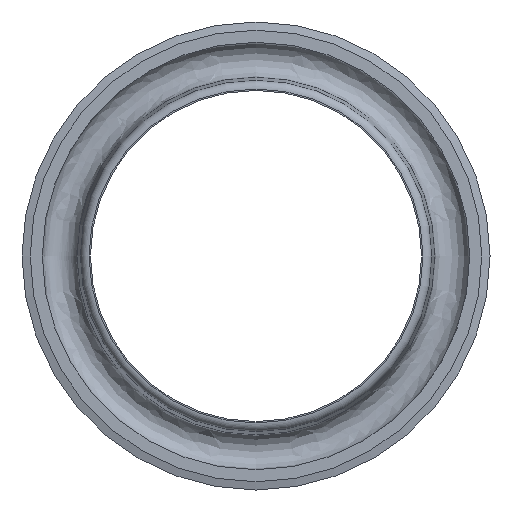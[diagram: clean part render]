
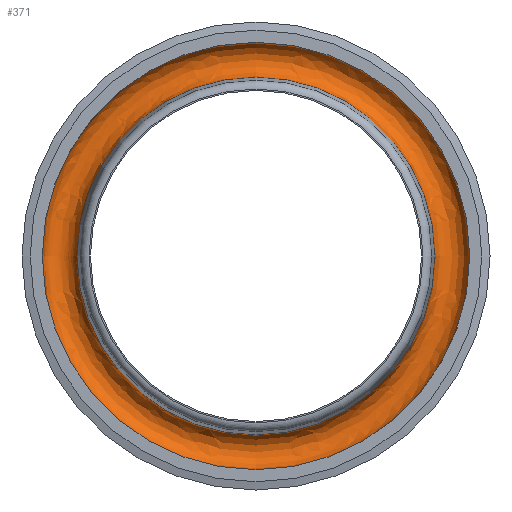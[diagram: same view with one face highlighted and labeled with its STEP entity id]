
A CAD part, left-side view. The second image highlights one B-rep face of the part: STEP entity #371.
In plain terms, the highlighted free-form (B-spline) face has degree [2, 2] with [5, 9] control points.
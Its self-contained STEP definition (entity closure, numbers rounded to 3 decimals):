
#289=CARTESIAN_POINT('',(-19.9,32.5,0.0));
#290=VERTEX_POINT('',#289);
#291=CARTESIAN_POINT('',(-19.9,0.0,0.0));
#292=DIRECTION('',(1.0,0.0,0.0));
#293=DIRECTION('',(0.0,1.0,0.0));
#294=AXIS2_PLACEMENT_3D('',#291,#292,#293);
#295=CIRCLE('',#294,32.5);
#296=EDGE_CURVE('',#290,#290,#295,.T.);
#304=CARTESIAN_POINT('',(-19.9,0.,38.9));
#305=CARTESIAN_POINT('',(-16.7,0.,38.9));
#306=CARTESIAN_POINT('',(-16.7,0.,35.7));
#307=CARTESIAN_POINT('',(-16.7,0.,32.5));
#308=CARTESIAN_POINT('',(-19.9,0.,32.5));
#309=CARTESIAN_POINT('',(-19.9,-38.9,38.9));
#310=CARTESIAN_POINT('',(-16.7,-38.9,38.9));
#311=CARTESIAN_POINT('',(-16.7,-35.7,35.7));
#312=CARTESIAN_POINT('',(-16.7,-32.5,32.5));
#313=CARTESIAN_POINT('',(-19.9,-32.5,32.5));
#314=CARTESIAN_POINT('',(-19.9,-38.9,0.));
#315=CARTESIAN_POINT('',(-16.7,-38.9,0.));
#316=CARTESIAN_POINT('',(-16.7,-35.7,0.));
#317=CARTESIAN_POINT('',(-16.7,-32.5,0.));
#318=CARTESIAN_POINT('',(-19.9,-32.5,0.));
#319=CARTESIAN_POINT('',(-19.9,-38.9,-38.9));
#320=CARTESIAN_POINT('',(-16.7,-38.9,-38.9));
#321=CARTESIAN_POINT('',(-16.7,-35.7,-35.7));
#322=CARTESIAN_POINT('',(-16.7,-32.5,-32.5));
#323=CARTESIAN_POINT('',(-19.9,-32.5,-32.5));
#324=CARTESIAN_POINT('',(-19.9,0.,-38.9));
#325=CARTESIAN_POINT('',(-16.7,0.,-38.9));
#326=CARTESIAN_POINT('',(-16.7,0.,-35.7));
#327=CARTESIAN_POINT('',(-16.7,0.,-32.5));
#328=CARTESIAN_POINT('',(-19.9,0.,-32.5));
#329=CARTESIAN_POINT('',(-19.9,38.9,-38.9));
#330=CARTESIAN_POINT('',(-16.7,38.9,-38.9));
#331=CARTESIAN_POINT('',(-16.7,35.7,-35.7));
#332=CARTESIAN_POINT('',(-16.7,32.5,-32.5));
#333=CARTESIAN_POINT('',(-19.9,32.5,-32.5));
#334=CARTESIAN_POINT('',(-19.9,38.9,0.));
#335=CARTESIAN_POINT('',(-16.7,38.9,0.));
#336=CARTESIAN_POINT('',(-16.7,35.7,0.));
#337=CARTESIAN_POINT('',(-16.7,32.5,0.));
#338=CARTESIAN_POINT('',(-19.9,32.5,0.));
#339=CARTESIAN_POINT('',(-19.9,38.9,38.9));
#340=CARTESIAN_POINT('',(-16.7,38.9,38.9));
#341=CARTESIAN_POINT('',(-16.7,35.7,35.7));
#342=CARTESIAN_POINT('',(-16.7,32.5,32.5));
#343=CARTESIAN_POINT('',(-19.9,32.5,32.5));
#344=CARTESIAN_POINT('',(-19.9,0.,38.9));
#345=CARTESIAN_POINT('',(-16.7,0.,38.9));
#346=CARTESIAN_POINT('',(-16.7,0.,35.7));
#347=CARTESIAN_POINT('',(-16.7,0.,32.5));
#348=CARTESIAN_POINT('',(-19.9,0.,32.5));
#356=(BOUNDED_SURFACE()B_SPLINE_SURFACE(2,2,((#304,#309,#314,#319,#324,#329,#334,#339,#344),(#305,#310,#315,#320,#325,#330,#335,#340,#345),(#306,#311,#316,#321,#326,#331,#336,#341,#346),(#307,#312,#317,#322,#327,#332,#337,#342,#347),(#308,#313,#318,#323,#328,#333,#338,#343,#348)),.UNSPECIFIED.,.F.,.T.,.U.)B_SPLINE_SURFACE_WITH_KNOTS((3,2,3),(3,2,2,2,3),(0.0,1.571,3.142),(0.0,1.571,3.142,4.712,6.283),.UNSPECIFIED.)GEOMETRIC_REPRESENTATION_ITEM()RATIONAL_B_SPLINE_SURFACE(((1.0,0.707,1.0,0.707,1.0,0.707,1.0,0.707,1.0),(0.707,0.5,0.707,0.5,0.707,0.5,0.707,0.5,0.707),(1.0,0.707,1.0,0.707,1.0,0.707,1.0,0.707,1.0),(0.707,0.5,0.707,0.5,0.707,0.5,0.707,0.5,0.707),(1.0,0.707,1.0,0.707,1.0,0.707,1.0,0.707,1.0)))REPRESENTATION_ITEM('')SURFACE());
#357=CARTESIAN_POINT('',(-19.9,38.9,0.0));
#358=VERTEX_POINT('',#357);
#359=CARTESIAN_POINT('',(-19.9,0.0,0.0));
#360=DIRECTION('',(1.0,0.0,0.0));
#361=DIRECTION('',(0.0,1.0,0.0));
#362=AXIS2_PLACEMENT_3D('',#359,#360,#361);
#363=CIRCLE('',#362,38.9);
#364=EDGE_CURVE('',#358,#358,#363,.T.);
#365=ORIENTED_EDGE('',*,*,#364,.F.);
#366=EDGE_LOOP('',(#365));
#367=FACE_OUTER_BOUND('',#366,.T.);
#368=ORIENTED_EDGE('',*,*,#296,.T.);
#369=EDGE_LOOP('',(#368));
#370=FACE_BOUND('',#369,.T.);
#371=ADVANCED_FACE('',(#367,#370),#356,.T.);
